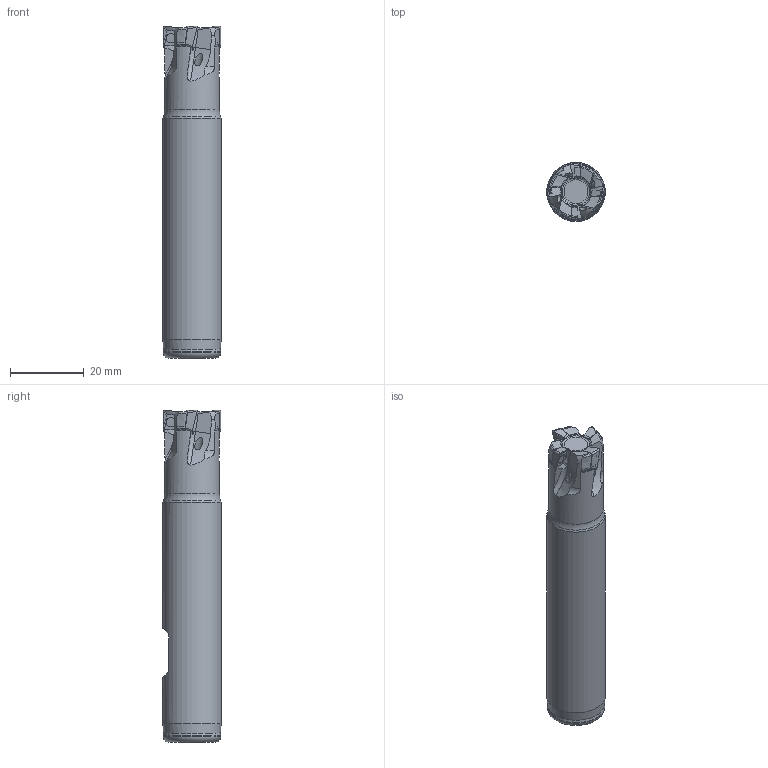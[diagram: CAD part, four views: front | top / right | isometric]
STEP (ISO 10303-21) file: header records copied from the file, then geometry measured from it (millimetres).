
FILE_DESCRIPTION(/* description */ (''),/* implementation_level */ '2;1');
FILE_NAME(/* name */ 'AMSA1062HS-4-HAAS.stp',/* time_stamp */ '2021-06-02T15:29:40+09:00',/* author */ (''),/* organization */ (''),/* preprocessor_version */ 'ST-DEVELOPER v11',/* originating_system */ 'SIEMENS UGS NX 6.0',/* authorisation */ '');
FILE_SCHEMA (('AUTOMOTIVE_DESIGN { 1 0 10303 214 1 1 1 1 }'));
Length unit declared in the file: millimetre
Products named in the file (1): userFC6F28r0
Bounding box: 15.88 x 15.88 x 90 mm (x, y, z)
Volume: 14863.8 mm3; surface area: 6487.1 mm2
Topology: 5 solids, 5 shells, 221 faces, 590 edges, 379 vertices
Faces by surface type: bspline 92, plane 53, cylinder 32, torus 23, cone 21
Full cylindrical faces by diameter (mm): 2 x8, 2.6 x4, 5 x1, 14.875 x1, 15.675 x1, 15.875 x1
Entity records: 24655 total; most frequent: CARTESIAN_POINT 20189, ORIENTED_EDGE 1076, DIRECTION 568, EDGE_CURVE 538, VERTEX_POINT 361, B_SPLINE_CURVE_WITH_KNOTS 328, EDGE_LOOP 270, AXIS2_PLACEMENT_3D 228
